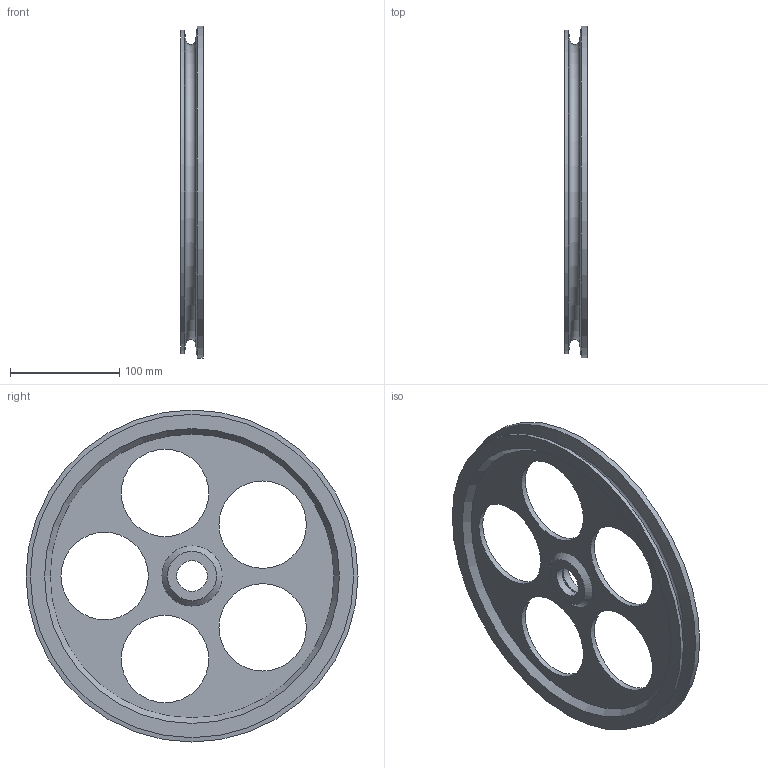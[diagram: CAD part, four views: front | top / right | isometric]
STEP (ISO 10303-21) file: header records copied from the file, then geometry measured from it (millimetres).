
FILE_DESCRIPTION (( 'STEP AP203' ), '1' );
FILE_NAME ('250729 STEP 3-400463-00_15324.STEP', '2025-07-29T09:25:37', ( '' ), ( '' ), 'SwSTEP 2.0', 'SolidWorks 2024', '' );
FILE_SCHEMA (( 'CONFIG_CONTROL_DESIGN' ));
Length unit declared in the file: millimetre
Products named in the file (1): 250729 STEP 3-400463-00_15324
Bounding box: 20.5 x 304 x 304 mm (x, y, z)
Volume: 319487 mm3; surface area: 145631.3 mm2
Topology: 1 solids, 1 shells, 27 faces, 55 edges, 37 vertices
Faces by surface type: cylinder 11, plane 9, cone 6, torus 1
Full cylindrical faces by diameter (mm): 28 x2, 29.4 x1, 80 x5, 296 x1, 298 x1, 304 x1
Entity records: 695 total; most frequent: DIRECTION 120, CARTESIAN_POINT 92, EDGE_LOOP 64, ORIENTED_EDGE 64, AXIS2_PLACEMENT_3D 60, FACE_OUTER_BOUND 39, EDGE_CURVE 32, VERTEX_POINT 32
